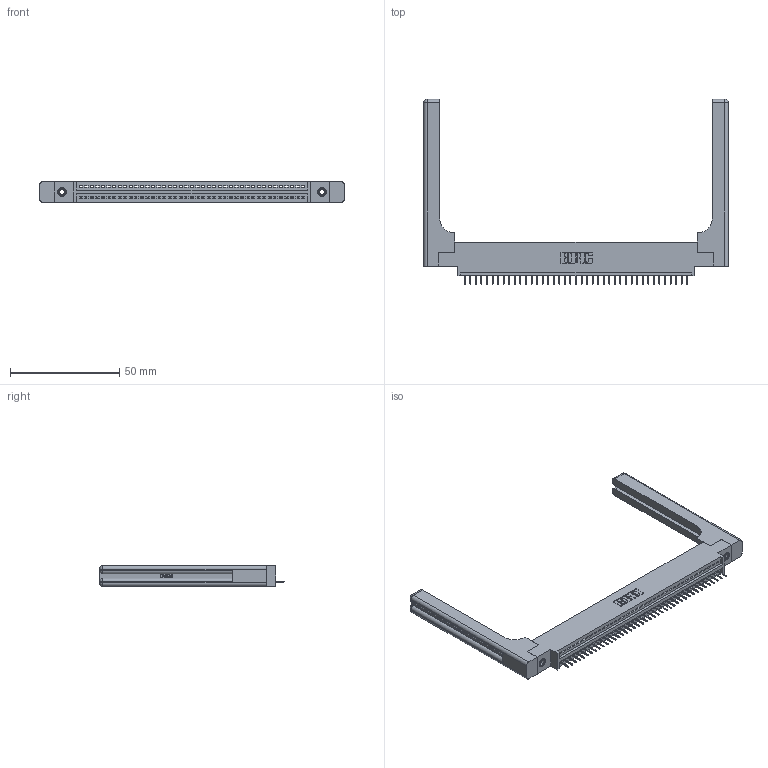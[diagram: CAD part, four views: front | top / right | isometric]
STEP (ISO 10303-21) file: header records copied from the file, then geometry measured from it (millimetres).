
FILE_DESCRIPTION (( 'STEP AP203' ), '1' );
FILE_NAME ('345-041-524-658.STEP', '2019-10-08T12:22:06', ( '' ), ( '' ), 'SwSTEP 2.0', 'SolidWorks 2016', '' );
FILE_SCHEMA (( 'CONFIG_CONTROL_DESIGN' ));
Length unit declared in the file: inch
Products named in the file (5): 345-250-001_345-250-001-102; 345 Part_0.170 Offset - 0.156 Dia-TH; 345-041-524-658; 345-220-058_345-220-058; 345-292-001_345-293-124
Assembly tree (46 placements, depth 2):
  345-041-524-658
    345 Part_0.170 Offset - 0.156 Dia-TH
    345-292-001_345-293-124  x41
    345-250-001_345-250-001-102  x2
    345-220-058_345-220-058  x2
Bounding box: 139.17 x 84.63 x 9.4 mm (x, y, z)
Volume: 21439.6 mm3; surface area: 22089.7 mm2
Topology: 46 solids, 46 shells, 2928 faces, 8399 edges, 5414 vertices
Faces by surface type: plane 2118, cylinder 750, bspline 36, cone 12, sphere 8, torus 4
Entity records: 36380 total; most frequent: CARTESIAN_POINT 7272, ORIENTED_EDGE 6044, DIRECTION 5300, EDGE_CURVE 3022, VECTOR 2638, LINE 2638, VERTEX_POINT 2002, AXIS2_PLACEMENT_3D 1331
